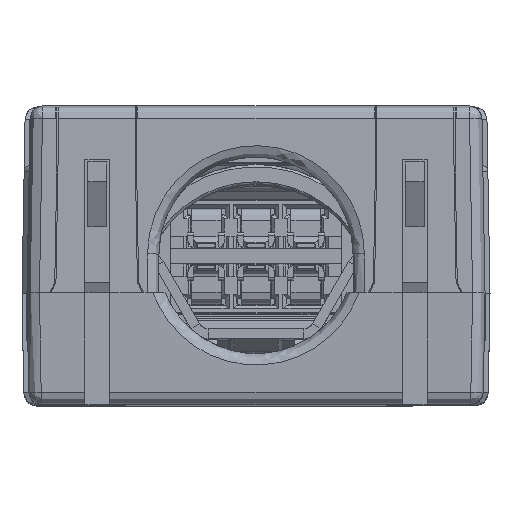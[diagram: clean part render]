
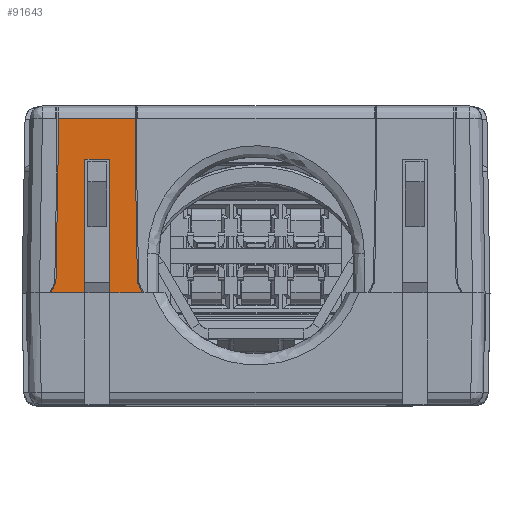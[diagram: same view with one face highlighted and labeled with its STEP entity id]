
A CAD part, top view. The second image highlights one B-rep face of the part: STEP entity #91643.
In plain terms, the highlighted planar face has unit normal (0, 0.009, 1).
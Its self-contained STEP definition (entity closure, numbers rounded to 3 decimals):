
#86036=CARTESIAN_POINT('',(-7.469,-7.55,24.825));
#86037=VERTEX_POINT('',#86036);
#86061=CARTESIAN_POINT('',(-6.1,-7.55,24.825));
#86062=VERTEX_POINT('',#86061);
#86069=CARTESIAN_POINT('',(-6.1,-7.55,24.825));
#86070=DIRECTION('',(-1.,0.,0.));
#86071=VECTOR('',#86070,1.369);
#86072=LINE('',#86069,#86071);
#86073=EDGE_CURVE('',#86062,#86037,#86072,.T.);
#86476=CARTESIAN_POINT('',(-3.782,-7.55,24.825));
#86477=VERTEX_POINT('',#86476);
#86484=CARTESIAN_POINT('',(-5.1,-7.55,24.825));
#86485=VERTEX_POINT('',#86484);
#86486=CARTESIAN_POINT('',(-3.782,-7.55,24.825));
#86487=DIRECTION('',(-1.,0.,0.));
#86488=VECTOR('',#86487,1.318);
#86489=LINE('',#86486,#86488);
#86490=EDGE_CURVE('',#86477,#86485,#86489,.T.);
#91558=CARTESIAN_POINT('',(0.775,-3.675,24.791));
#91559=DIRECTION('',(0.,-1.,0.009));
#91560=DIRECTION('',(0.,0.009,1.));
#91561=AXIS2_PLACEMENT_3D('',#91558,#91560,#91559);
#91562=PLANE('',#91561);
#91563=CARTESIAN_POINT('',(-4.075,-2.2,24.778));
#91564=VERTEX_POINT('',#91563);
#91565=CARTESIAN_POINT('',(-4.075,-0.546,24.764));
#91566=VERTEX_POINT('',#91565);
#91567=CARTESIAN_POINT('',(-4.075,-2.2,24.778));
#91568=DIRECTION('',(0.,1.,-0.009));
#91569=VECTOR('',#91568,1.654);
#91570=LINE('',#91567,#91569);
#91571=EDGE_CURVE('',#91564,#91566,#91570,.T.);
#91572=ORIENTED_EDGE('',*,*,#91571,.T.);
#91573=CARTESIAN_POINT('',(-7.175,-0.546,24.764));
#91574=VERTEX_POINT('',#91573);
#91575=CARTESIAN_POINT('',(-4.075,-0.546,24.764));
#91576=DIRECTION('',(-1.,0.,0.));
#91577=VECTOR('',#91576,3.1);
#91578=LINE('',#91575,#91577);
#91579=EDGE_CURVE('',#91566,#91574,#91578,.T.);
#91580=ORIENTED_EDGE('',*,*,#91579,.T.);
#91581=CARTESIAN_POINT('',(-7.175,-2.2,24.778));
#91582=VERTEX_POINT('',#91581);
#91583=CARTESIAN_POINT('',(-7.175,-0.546,24.764));
#91584=DIRECTION('',(0.,-1.,0.009));
#91585=VECTOR('',#91584,1.654);
#91586=LINE('',#91583,#91585);
#91587=EDGE_CURVE('',#91574,#91582,#91586,.T.);
#91588=ORIENTED_EDGE('',*,*,#91587,.T.);
#91589=CARTESIAN_POINT('',(-7.261,-7.15,24.821));
#91590=VERTEX_POINT('',#91589);
#91591=CARTESIAN_POINT('',(-7.175,-2.2,24.778));
#91592=DIRECTION('',(-0.017,-1.,0.009));
#91593=VECTOR('',#91592,4.951);
#91594=LINE('',#91591,#91593);
#91595=EDGE_CURVE('',#91582,#91590,#91594,.T.);
#91596=ORIENTED_EDGE('',*,*,#91595,.T.);
#91597=CARTESIAN_POINT('',(-7.261,-7.15,24.821));
#91598=DIRECTION('',(-0.46,-0.888,0.008));
#91599=VECTOR('',#91598,0.451);
#91600=LINE('',#91597,#91599);
#91601=EDGE_CURVE('',#91590,#86037,#91600,.T.);
#91602=ORIENTED_EDGE('',*,*,#91601,.T.);
#91603=ORIENTED_EDGE('',*,*,#86073,.F.);
#91604=CARTESIAN_POINT('',(-6.1,-2.2,24.778));
#91605=VERTEX_POINT('',#91604);
#91606=CARTESIAN_POINT('',(-6.1,-7.55,24.825));
#91607=DIRECTION('',(0.,1.,-0.009));
#91608=VECTOR('',#91607,5.35);
#91609=LINE('',#91606,#91608);
#91610=EDGE_CURVE('',#86062,#91605,#91609,.T.);
#91611=ORIENTED_EDGE('',*,*,#91610,.T.);
#91612=CARTESIAN_POINT('',(-5.1,-2.2,24.778));
#91613=VERTEX_POINT('',#91612);
#91614=CARTESIAN_POINT('',(-6.1,-2.2,24.778));
#91615=DIRECTION('',(1.,0.,0.));
#91616=VECTOR('',#91615,1.);
#91617=LINE('',#91614,#91616);
#91618=EDGE_CURVE('',#91605,#91613,#91617,.T.);
#91619=ORIENTED_EDGE('',*,*,#91618,.T.);
#91620=CARTESIAN_POINT('',(-5.1,-2.2,24.778));
#91621=DIRECTION('',(0.,-1.,0.009));
#91622=VECTOR('',#91621,5.35);
#91623=LINE('',#91620,#91622);
#91624=EDGE_CURVE('',#91613,#86485,#91623,.T.);
#91625=ORIENTED_EDGE('',*,*,#91624,.T.);
#91626=ORIENTED_EDGE('',*,*,#86490,.F.);
#91627=CARTESIAN_POINT('',(-3.989,-7.15,24.821));
#91628=VERTEX_POINT('',#91627);
#91629=CARTESIAN_POINT('',(-3.782,-7.55,24.825));
#91630=DIRECTION('',(-0.46,0.888,-0.008));
#91631=VECTOR('',#91630,0.45);
#91632=LINE('',#91629,#91631);
#91633=EDGE_CURVE('',#86477,#91628,#91632,.T.);
#91634=ORIENTED_EDGE('',*,*,#91633,.T.);
#91635=CARTESIAN_POINT('',(-3.989,-7.15,24.821));
#91636=DIRECTION('',(-0.017,1.,-0.009));
#91637=VECTOR('',#91636,4.951);
#91638=LINE('',#91635,#91637);
#91639=EDGE_CURVE('',#91628,#91564,#91638,.T.);
#91640=ORIENTED_EDGE('',*,*,#91639,.T.);
#91641=EDGE_LOOP('',(#91572,#91580,#91588,#91596,#91602,#91603,#91611,#91619,#91625,#91626,#91634,#91640));
#91642=FACE_OUTER_BOUND('',#91641,.T.);
#91643=ADVANCED_FACE('',(#91642),#91562,.T.);
